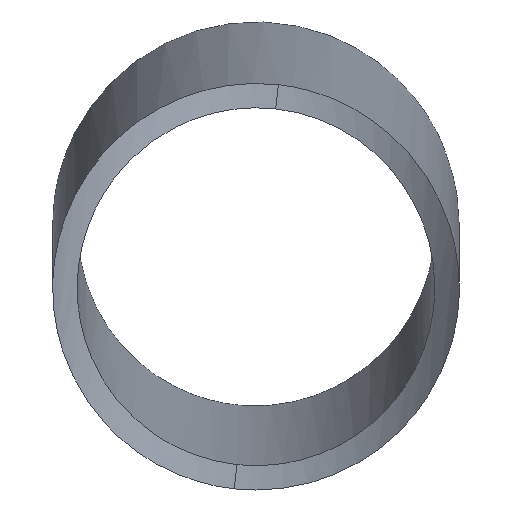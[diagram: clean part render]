
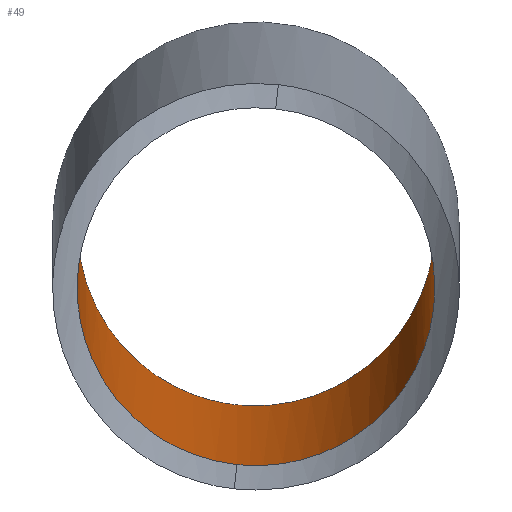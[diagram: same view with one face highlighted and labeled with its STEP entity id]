
A CAD part, left-side view. The second image highlights one B-rep face of the part: STEP entity #49.
In plain terms, the highlighted cylindrical face has radius 11 mm (diameter 22 mm), a partial arc.
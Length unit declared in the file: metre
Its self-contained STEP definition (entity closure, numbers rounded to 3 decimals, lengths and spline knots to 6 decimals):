
#49=ADVANCED_FACE('0:39',(#94),#95,.F.);
#94=FACE_OUTER_BOUND('',#132,.T.);
#95=CYLINDRICAL_SURFACE('',#133,0.011);
#132=EDGE_LOOP('',(#222,#223,#224,#225,#226));
#133=AXIS2_PLACEMENT_3D('',#227,#228,#229);
#222=ORIENTED_EDGE('',*,*,#254,.T.);
#223=ORIENTED_EDGE('',*,*,#275,.T.);
#224=ORIENTED_EDGE('',*,*,#277,.T.);
#225=ORIENTED_EDGE('',*,*,#258,.T.);
#226=ORIENTED_EDGE('',*,*,#294,.F.);
#227=CARTESIAN_POINT('',(-0.502646,-0.265,0.188647));
#228=DIRECTION('',(-1.,0.,-0.012));
#229=DIRECTION('',(0.,1.0,0.));
#254=EDGE_CURVE('',#300,#301,#302,.T.);
#258=EDGE_CURVE('',#309,#307,#310,.T.);
#275=EDGE_CURVE('',#301,#337,#339,.F.);
#277=EDGE_CURVE('',#337,#309,#341,.F.);
#294=EDGE_CURVE('',#300,#307,#365,.T.);
#300=VERTEX_POINT('',#371);
#301=VERTEX_POINT('',#372);
#302=LINE('',#373,#374);
#307=VERTEX_POINT('',#429);
#309=VERTEX_POINT('',#468);
#310=LINE('',#469,#470);
#337=VERTEX_POINT('',#696);
#339=B_SPLINE_CURVE_WITH_KNOTS('',5,(#699,#700,#701,#702,#703,#704,#705,#706,#707,#708,#709,#710,#711,#712,#713),.UNSPECIFIED.,.F.,.F.,(6,3,3,3,6),(-49.40332,-44.361036,-34.944704,-29.889742,-25.625489),.UNSPECIFIED.);
#341=B_SPLINE_CURVE_WITH_KNOTS('',5,(#715,#716,#717,#718,#719,#720,#721,#722,#723,#724,#725,#726,#727,#728,#729,#730,#731,#732,#733,#734),.UNSPECIFIED.,.F.,.F.,(6,3,3,3,5,6),(-76.669973,-74.611534,-67.863053,-61.83167,-51.150219,-49.40332),.UNSPECIFIED.);
#365=B_SPLINE_CURVE_WITH_KNOTS('',3,(#864,#865,#866,#867,#868,#869,#870,#871,#872,#873,#874,#875,#876,#877,#878,#879,#880,#881,#882,#883,#884,#885,#886,#887,#888,#889,#890,#891,#892,#893,#894,#895,#896,#897,#898,#899,#900,#901),.UNSPECIFIED.,.F.,.F.,(4,1,2,2,2,2,2,2,2,2,2,2,2,2,2,2,2,1,2,4),(0.0,1.461807,2.923615,5.84723,10.232652,17.541689,26.312534,35.083378,40.930608,46.777838,52.364059,60.74339,66.329612,69.122722,71.915833,74.708943,77.502054,80.295164,85.881385,91.467607),.UNSPECIFIED.);
#371=CARTESIAN_POINT('',(-0.442502,-0.254,0.189388));
#372=CARTESIAN_POINT('',(-0.749747,-0.254,0.185606));
#373=CARTESIAN_POINT('',(-0.502646,-0.254,0.188647));
#374=VECTOR('',#907,1.0);
#429=CARTESIAN_POINT('',(-0.442401,-0.276,0.189389));
#468=CARTESIAN_POINT('',(-0.749718,-0.276,0.185607));
#469=CARTESIAN_POINT('',(-0.502646,-0.276,0.188647));
#470=VECTOR('',#908,1.0);
#696=CARTESIAN_POINT('',(-0.745,-0.263828,0.174726));
#699=CARTESIAN_POINT('',(-0.745,-0.263828,0.174726));
#700=CARTESIAN_POINT('',(-0.745,-0.263149,0.174799));
#701=CARTESIAN_POINT('',(-0.745039,-0.26247,0.174925));
#702=CARTESIAN_POINT('',(-0.745118,-0.261801,0.175104));
#703=CARTESIAN_POINT('',(-0.745454,-0.259932,0.175764));
#704=CARTESIAN_POINT('',(-0.74607,-0.258264,0.176815));
#705=CARTESIAN_POINT('',(-0.746562,-0.257306,0.177637));
#706=CARTESIAN_POINT('',(-0.747393,-0.25604,0.179067));
#707=CARTESIAN_POINT('',(-0.748229,-0.255112,0.180735));
#708=CARTESIAN_POINT('',(-0.748514,-0.254831,0.181346));
#709=CARTESIAN_POINT('',(-0.74901,-0.254395,0.182522));
#710=CARTESIAN_POINT('',(-0.749407,-0.254128,0.183787));
#711=CARTESIAN_POINT('',(-0.749561,-0.254043,0.184383));
#712=CARTESIAN_POINT('',(-0.749676,-0.254,0.184992));
#713=CARTESIAN_POINT('',(-0.749747,-0.254,0.185606));
#715=CARTESIAN_POINT('',(-0.749718,-0.276,0.185607));
#716=CARTESIAN_POINT('',(-0.749752,-0.276,0.18531));
#717=CARTESIAN_POINT('',(-0.749776,-0.27599,0.185012));
#718=CARTESIAN_POINT('',(-0.749789,-0.27597,0.184714));
#719=CARTESIAN_POINT('',(-0.749799,-0.27584,0.183441));
#720=CARTESIAN_POINT('',(-0.74961,-0.275528,0.182201));
#721=CARTESIAN_POINT('',(-0.749355,-0.275188,0.181309));
#722=CARTESIAN_POINT('',(-0.74876,-0.2744,0.179744));
#723=CARTESIAN_POINT('',(-0.748039,-0.273361,0.178413));
#724=CARTESIAN_POINT('',(-0.74769,-0.272821,0.177836));
#725=CARTESIAN_POINT('',(-0.74673,-0.271197,0.176383));
#726=CARTESIAN_POINT('',(-0.745878,-0.269238,0.175356));
#727=CARTESIAN_POINT('',(-0.745436,-0.267866,0.174889));
#728=CARTESIAN_POINT('',(-0.745157,-0.266426,0.174662));
#729=CARTESIAN_POINT('',(-0.745046,-0.265,0.174663));
#730=CARTESIAN_POINT('',(-0.745028,-0.264767,0.174663));
#731=CARTESIAN_POINT('',(-0.745014,-0.264533,0.17467));
#732=CARTESIAN_POINT('',(-0.745005,-0.264298,0.174682));
#733=CARTESIAN_POINT('',(-0.745,-0.264063,0.174701));
#734=CARTESIAN_POINT('',(-0.745,-0.263828,0.174726));
#864=CARTESIAN_POINT('',(-0.441327,-0.255964,0.195675));
#865=CARTESIAN_POINT('',(-0.441215,-0.255761,0.195384));
#866=CARTESIAN_POINT('',(-0.441034,-0.255371,0.194763));
#867=CARTESIAN_POINT('',(-0.440986,-0.255049,0.194109));
#868=CARTESIAN_POINT('',(-0.441009,-0.254633,0.19315));
#869=CARTESIAN_POINT('',(-0.441144,-0.254444,0.192548));
#870=CARTESIAN_POINT('',(-0.44159,-0.254109,0.191164));
#871=CARTESIAN_POINT('',(-0.441952,-0.254025,0.190422));
#872=CARTESIAN_POINT('',(-0.442951,-0.25397,0.188533));
#873=CARTESIAN_POINT('',(-0.443623,-0.254116,0.187447));
#874=CARTESIAN_POINT('',(-0.445013,-0.254759,0.185138));
#875=CARTESIAN_POINT('',(-0.445724,-0.255327,0.183935));
#876=CARTESIAN_POINT('',(-0.446857,-0.256946,0.181718));
#877=CARTESIAN_POINT('',(-0.447276,-0.258008,0.180705));
#878=CARTESIAN_POINT('',(-0.447536,-0.260138,0.179408));
#879=CARTESIAN_POINT('',(-0.44752,-0.261081,0.178997));
#880=CARTESIAN_POINT('',(-0.447244,-0.263029,0.178459));
#881=CARTESIAN_POINT('',(-0.446984,-0.264031,0.178332));
#882=CARTESIAN_POINT('',(-0.446308,-0.265926,0.17834));
#883=CARTESIAN_POINT('',(-0.445894,-0.266837,0.178463));
#884=CARTESIAN_POINT('',(-0.44474,-0.269008,0.179028));
#885=CARTESIAN_POINT('',(-0.443936,-0.270211,0.17959));
#886=CARTESIAN_POINT('',(-0.442609,-0.272043,0.180889));
#887=CARTESIAN_POINT('',(-0.442074,-0.272731,0.181501));
#888=CARTESIAN_POINT('',(-0.4414,-0.273719,0.182674));
#889=CARTESIAN_POINT('',(-0.441198,-0.274041,0.183109));
#890=CARTESIAN_POINT('',(-0.440917,-0.274665,0.184121));
#891=CARTESIAN_POINT('',(-0.440846,-0.274968,0.184706));
#892=CARTESIAN_POINT('',(-0.440955,-0.275474,0.185976));
#893=CARTESIAN_POINT('',(-0.441137,-0.275668,0.186646));
#894=CARTESIAN_POINT('',(-0.441621,-0.275917,0.187903));
#895=CARTESIAN_POINT('',(-0.441917,-0.275978,0.188497));
#896=CARTESIAN_POINT('',(-0.442527,-0.276012,0.189628));
#897=CARTESIAN_POINT('',(-0.443477,-0.27593,0.191241));
#898=CARTESIAN_POINT('',(-0.444392,-0.275533,0.192686));
#899=CARTESIAN_POINT('',(-0.445482,-0.274776,0.19449));
#900=CARTESIAN_POINT('',(-0.445965,-0.274282,0.195328));
#901=CARTESIAN_POINT('',(-0.446357,-0.273687,0.196088));
#907=DIRECTION('',(-1.,0.,-0.012));
#908=DIRECTION('',(1.,0.,0.012));
